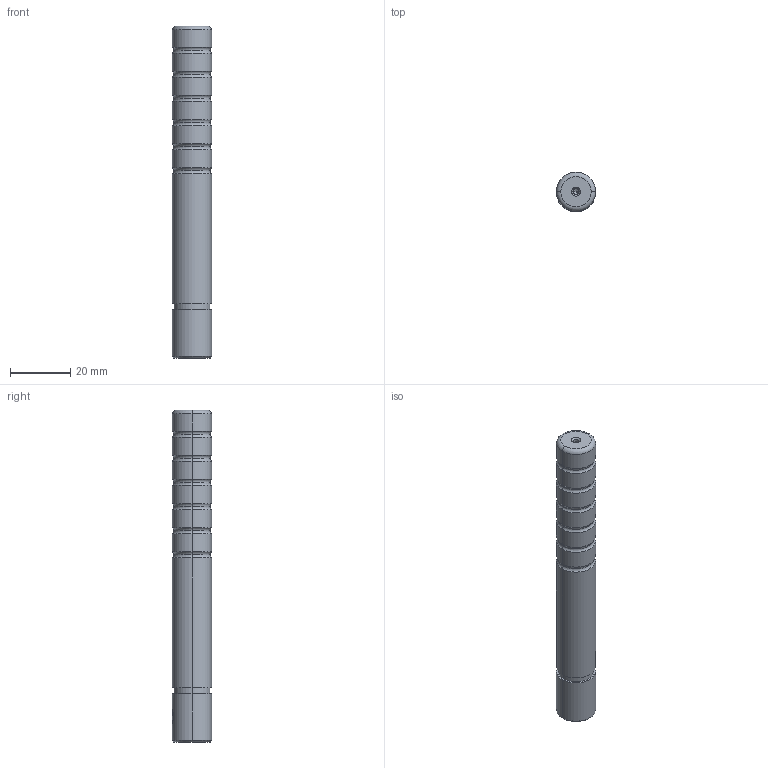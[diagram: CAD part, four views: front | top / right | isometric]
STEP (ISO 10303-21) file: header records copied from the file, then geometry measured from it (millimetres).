
FILE_DESCRIPTION (( 'STEP AP214' ), '1' );
FILE_NAME ('SGON-D13-110.step', '2021-07-29T03:50:46', ( 'User' ), ( 'china' ), 'SwSTEP 2.0', 'SolidWorks 2016', '' );
FILE_SCHEMA (( 'AUTOMOTIVE_DESIGN' ));
Length unit declared in the file: millimetre
Products named in the file (1): SGON-D13-110
Bounding box: 13.02 x 13.02 x 110 mm (x, y, z)
Volume: 14003.7 mm3; surface area: 5083.6 mm2
Topology: 1 solids, 1 shells, 82 faces, 180 edges, 102 vertices
Faces by surface type: cylinder 34, torus 26, plane 12, cone 10
Entity records: 2478 total; most frequent: CARTESIAN_POINT 629, DIRECTION 412, ORIENTED_EDGE 352, AXIS2_PLACEMENT_3D 177, EDGE_CURVE 176, VERTEX_POINT 102, CIRCLE 94, EDGE_LOOP 88
